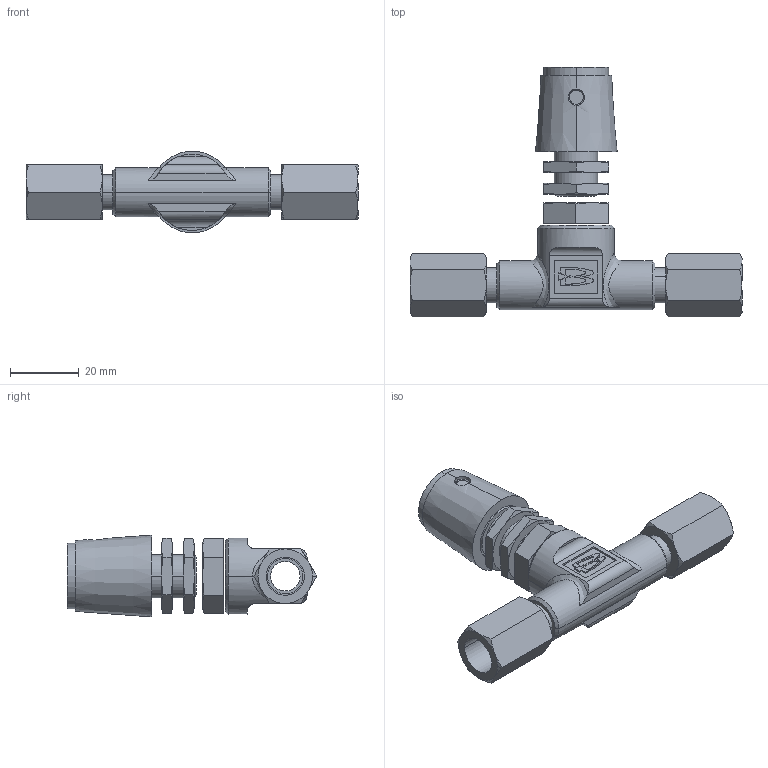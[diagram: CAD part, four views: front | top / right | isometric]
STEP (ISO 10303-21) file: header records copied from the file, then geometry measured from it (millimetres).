
FILE_DESCRIPTION (( 'STEP AP203' ), '1' );
FILE_NAME ('8504F-C-3C.STEP', '2018-12-06T15:34:08', ( 'mrutkowski' ), ( 'Hewlett-Packard Company' ), 'SwSTEP 2.0', 'SolidWorks 2017', '' );
FILE_SCHEMA (( 'CONFIG_CONTROL_DESIGN' ));
Length unit declared in the file: inch
Products named in the file (1): 8504F-C-3C
Bounding box: 96.71 x 72.67 x 23.81 mm (x, y, z)
Surface area: 14355.9 mm2 (no closed solid volume)
Topology: 0 solids, 14 shells, 216 faces, 549 edges, 356 vertices
Faces by surface type: plane 96, cone 76, cylinder 34, bspline 10
Entity records: 8546 total; most frequent: CARTESIAN_POINT 3548, ORIENTED_EDGE 1017, DIRECTION 943, EDGE_CURVE 549, AXIS2_PLACEMENT_3D 357, VERTEX_POINT 356, EDGE_LOOP 236, VECTOR 229
